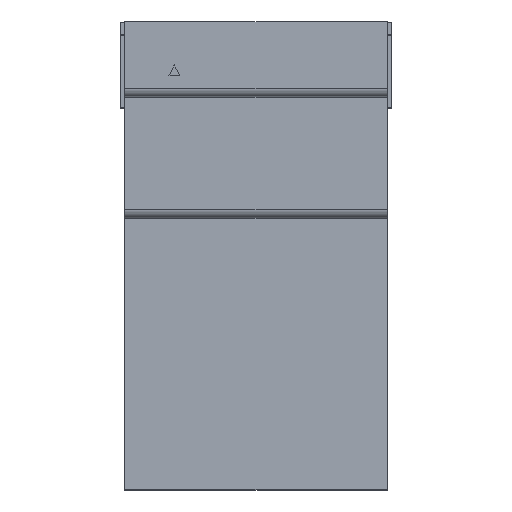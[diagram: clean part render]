
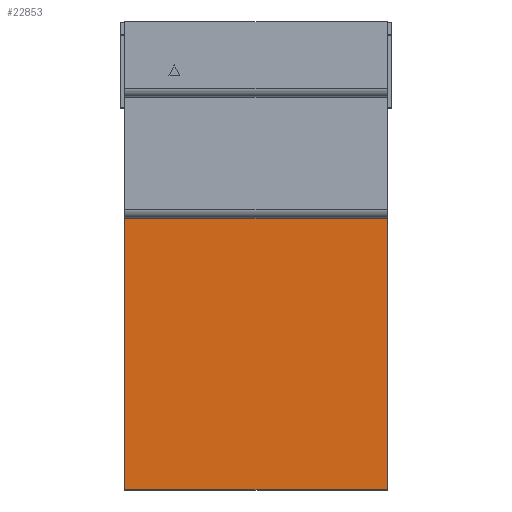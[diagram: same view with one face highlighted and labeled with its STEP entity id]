
A CAD part, top view. The second image highlights one B-rep face of the part: STEP entity #22853.
In plain terms, the highlighted planar face has unit normal (0, 0, 1).
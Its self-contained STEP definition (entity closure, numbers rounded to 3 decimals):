
#492 = CARTESIAN_POINT ( 'NONE',  ( 12.26, 0., 20.4 ) ) ;
#1291 = VERTEX_POINT ( 'NONE', #15815 ) ;
#3976 = DIRECTION ( 'NONE',  ( -1., 0., 0. ) ) ;
#5028 = VERTEX_POINT ( 'NONE', #23258 ) ;
#5122 = AXIS2_PLACEMENT_3D ( 'NONE', #11909, #8697, #20647 ) ;
#5941 = PLANE ( 'NONE',  #5122 ) ;
#6911 = LINE ( 'NONE', #27980, #16669 ) ;
#7907 = CARTESIAN_POINT ( 'NONE',  ( 0., 12.65, 20.4 ) ) ;
#8697 = DIRECTION ( 'NONE',  ( 0., 0., -1. ) ) ;
#9490 = ORIENTED_EDGE ( 'NONE', *, *, #29176, .F. ) ;
#9877 = CARTESIAN_POINT ( 'NONE',  ( 12.26, 0., 20.4 ) ) ;
#10391 = VERTEX_POINT ( 'NONE', #492 ) ;
#10514 = LINE ( 'NONE', #7907, #15348 ) ;
#10929 = DIRECTION ( 'NONE',  ( 0., -1., 0. ) ) ;
#11909 = CARTESIAN_POINT ( 'NONE',  ( 12.26, 12.65, 20.4 ) ) ;
#12899 = ORIENTED_EDGE ( 'NONE', *, *, #25530, .T. ) ;
#14115 = VECTOR ( 'NONE', #3976, 1000. ) ;
#14896 = FACE_OUTER_BOUND ( 'NONE', #36529, .T. ) ;
#15348 = VECTOR ( 'NONE', #10929, 1000. ) ;
#15815 = CARTESIAN_POINT ( 'NONE',  ( 0., 12.65, 20.4 ) ) ;
#16669 = VECTOR ( 'NONE', #37539, 1000. ) ;
#18595 = CARTESIAN_POINT ( 'NONE',  ( 12.26, 12.65, 20.4 ) ) ;
#20647 = DIRECTION ( 'NONE',  ( -1., 0., 0. ) ) ;
#21295 = LINE ( 'NONE', #18595, #32625 ) ;
#22196 = LINE ( 'NONE', #9877, #14115 ) ;
#22853 = ADVANCED_FACE ( 'NONE', ( #14896 ), #5941, .F. ) ;
#23129 = CARTESIAN_POINT ( 'NONE',  ( 0., 0., 20.4 ) ) ;
#23258 = CARTESIAN_POINT ( 'NONE',  ( 12.26, 12.65, 20.4 ) ) ;
#25530 = EDGE_CURVE ( 'NONE', #1291, #32454, #10514, .T. ) ;
#27628 = EDGE_CURVE ( 'NONE', #10391, #32454, #22196, .T. ) ;
#27641 = EDGE_CURVE ( 'NONE', #5028, #1291, #6911, .T. ) ;
#27980 = CARTESIAN_POINT ( 'NONE',  ( 12.26, 12.65, 20.4 ) ) ;
#29176 = EDGE_CURVE ( 'NONE', #5028, #10391, #21295, .T. ) ;
#30687 = DIRECTION ( 'NONE',  ( 0., -1., 0. ) ) ;
#32454 = VERTEX_POINT ( 'NONE', #23129 ) ;
#32625 = VECTOR ( 'NONE', #30687, 1000. ) ;
#35811 = ORIENTED_EDGE ( 'NONE', *, *, #27628, .F. ) ;
#36253 = ORIENTED_EDGE ( 'NONE', *, *, #27641, .T. ) ;
#36529 = EDGE_LOOP ( 'NONE', ( #12899, #35811, #9490, #36253 ) ) ;
#37539 = DIRECTION ( 'NONE',  ( -1., 0., 0. ) ) ;
